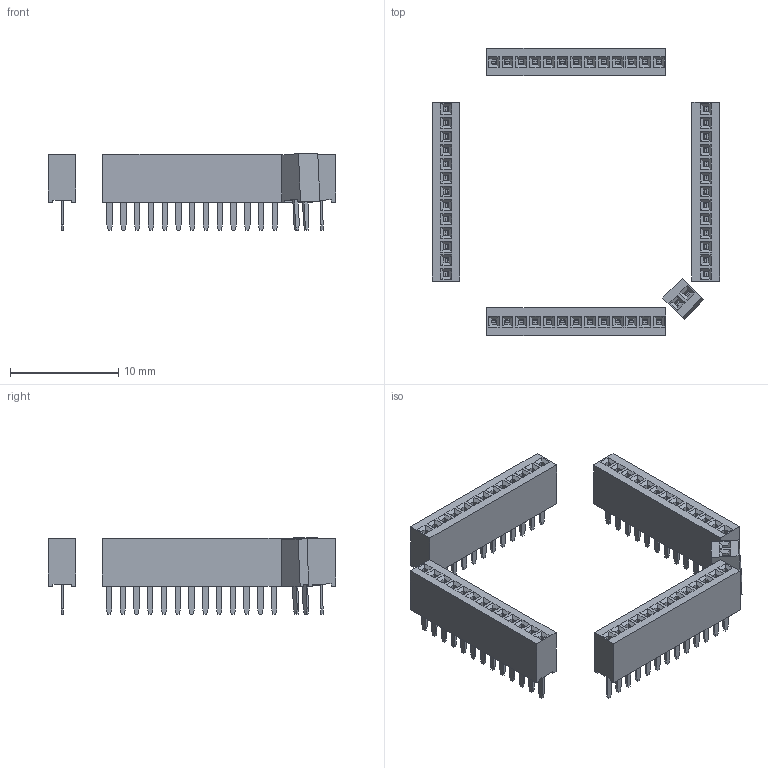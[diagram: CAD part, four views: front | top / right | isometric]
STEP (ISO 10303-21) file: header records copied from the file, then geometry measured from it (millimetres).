
FILE_DESCRIPTION (( 'STEP AP214' ), '1' );
FILE_NAME ('STM32_Board_Socket.stp', '2019-10-13T00:40:22', ( '' ), ( '' ), 'SwSTEP 2.0', 'SolidWorks 2017', '' );
FILE_SCHEMA (( 'AUTOMOTIVE_DESIGN' ));
Length unit declared in the file: millimetre
Products named in the file (3): PinSocket_1x13_P1.27mm_Vertical; STM32_Board_Socket; PinSocket_1x02_P1.27mm_Vertical
Assembly tree (5 placements, depth 2):
  STM32_Board_Socket
    PinSocket_1x02_P1.27mm_Vertical
    PinSocket_1x13_P1.27mm_Vertical  x4
Bounding box: 26.5 x 26.5 x 7.08 mm (x, y, z)
Volume: 707.7 mm3; surface area: 1705.7 mm2
Topology: 5 solids, 5 shells, 1616 faces, 4116 edges, 2672 vertices
Faces by surface type: plane 1616
Entity records: 15818 total; most frequent: CARTESIAN_POINT 2373, ORIENTED_EDGE 2316, DIRECTION 2084, LINE 1158, EDGE_CURVE 1158, VECTOR 1158, VERTEX_POINT 752, EDGE_LOOP 500
